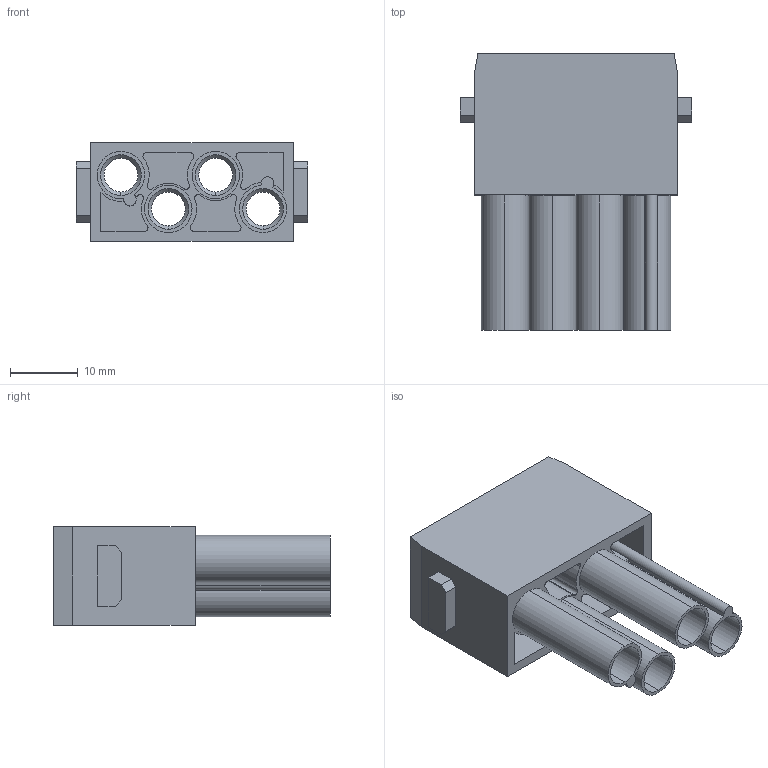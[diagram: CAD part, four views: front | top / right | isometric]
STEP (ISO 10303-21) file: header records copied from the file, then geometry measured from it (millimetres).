
FILE_DESCRIPTION (( 'STEP AP203' ), '1' );
FILE_NAME ('FHMK002-F0040GY00 HMK-004-FC-REF（渲染）.step', '2026-02-09T01:50:19', ( '' ), ( '' ), 'SwSTEP 2.0', 'SolidWorks 2021', '' );
FILE_SCHEMA (( 'CONFIG_CONTROL_DESIGN' ));
Length unit declared in the file: millimetre
Products named in the file (1): FHMK002-F0040GY00  HMK-004-FC-REF（渲染）
Bounding box: 34.2 x 40.9 x 14.6 mm (x, y, z)
Volume: 6351.6 mm3; surface area: 9862.1 mm2
Topology: 1 solids, 5 shells, 291 faces, 777 edges, 498 vertices
Faces by surface type: plane 166, cylinder 85, cone 40
Entity records: 9218 total; most frequent: CARTESIAN_POINT 1663, DIRECTION 1563, ORIENTED_EDGE 1554, EDGE_CURVE 777, AXIS2_PLACEMENT_3D 526, LINE 511, VECTOR 511, VERTEX_POINT 498
